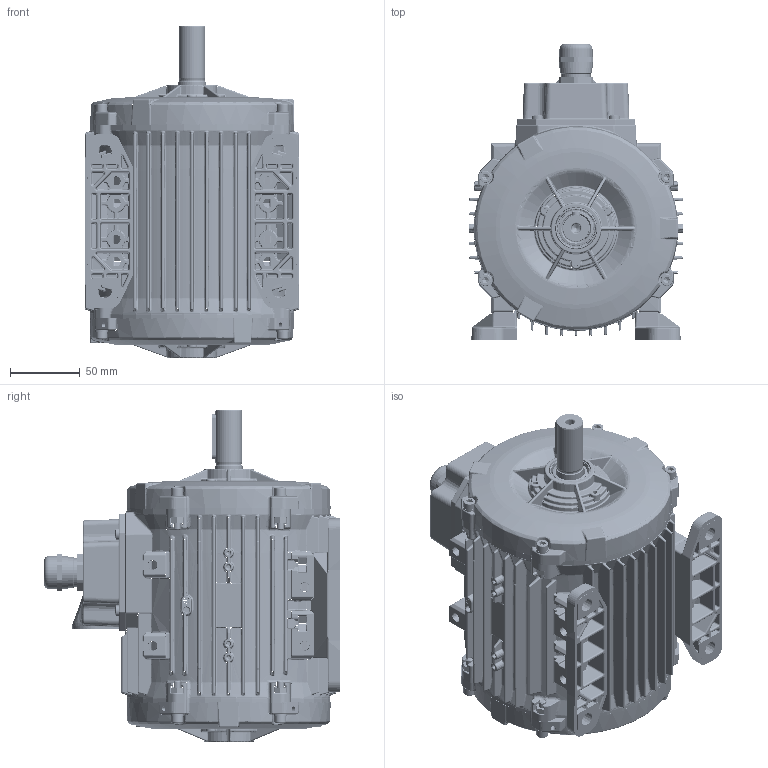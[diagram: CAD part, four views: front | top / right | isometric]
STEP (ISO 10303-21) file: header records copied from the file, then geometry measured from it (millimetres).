
FILE_DESCRIPTION(/* description */ (''),/* implementation_level */ '2;1');
FILE_NAME(/* name */ 'S2H80M2B40-KG.stp',/* time_stamp */ '2021-01-03T15:39:46+03:00',/* author */ (''),/* organization */ (''),/* preprocessor_version */ 'ST-DEVELOPER v16',/* originating_system */ 'SIEMENS PLM Software NX 11.0',/* authorisation */ '');
FILE_SCHEMA (('AUTOMOTIVE_DESIGN { 1 0 10303 214 3 1 1 1 }'));
Length unit declared in the file: millimetre
Products named in the file (1): 2603BE5CCA1Ccwyg
Bounding box: 154 x 212.5 x 238 mm (x, y, z)
Surface area: 372690.1 mm2 (no closed solid volume)
Topology: 0 solids, 1396 shells, 9114 faces, 28683 edges, 19750 vertices
Faces by surface type: bspline 3555, cylinder 2442, plane 1587, cone 533, sphere 500, torus 497
Full cylindrical faces by diameter (mm): 3.5 x4, 5 x8, 6.4 x1, 8 x4, 8.5 x8, 12 x1, 14 x1, 18.4 x1, 19 x1, 20 x1, 21.057 x1, 22.403 x1, 23.698 x2, 24 x1, 27.8 x1, 28 x1, 29.5 x1, 30 x1
Entity records: 453634 total; most frequent: CARTESIAN_POINT 165915, DIRECTION 44295, ORIENTED_EDGE 42985, EDGE_CURVE 28137, VERTEX_POINT 19663, AXIS2_PLACEMENT_3D 18145, CIRCLE 9639, EDGE_LOOP 9526
